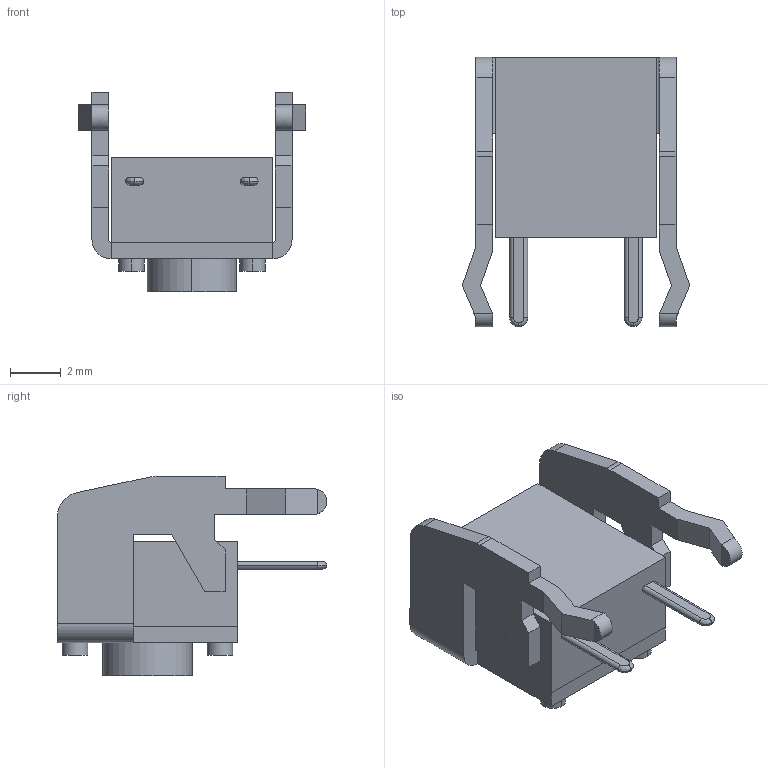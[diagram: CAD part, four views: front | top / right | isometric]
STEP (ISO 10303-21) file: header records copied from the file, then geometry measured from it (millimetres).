
FILE_DESCRIPTION (( 'STEP AP214' ), '1' );
FILE_NAME ('User Library-Button 4P Stand.STEP', '2017-03-26T13:11:59', ( 'Windows User' ), ( '' ), 'SwSTEP 2.0', 'SolidWorks 2017', '' );
FILE_SCHEMA (( 'AUTOMOTIVE_DESIGN' ));
Length unit declared in the file: millimetre
Products named in the file (1): User Library-Button 4P Stand
Bounding box: 8.95 x 10.6 x 7.85 mm (x, y, z)
Volume: 238.8 mm3; surface area: 493.7 mm2
Topology: 4 solids, 4 shells, 101 faces, 260 edges, 172 vertices
Faces by surface type: plane 65, cylinder 28, bspline 8
Entity records: 3442 total; most frequent: CARTESIAN_POINT 746, ORIENTED_EDGE 520, DIRECTION 502, EDGE_CURVE 260, LINE 182, VECTOR 182, VERTEX_POINT 172, AXIS2_PLACEMENT_3D 160
